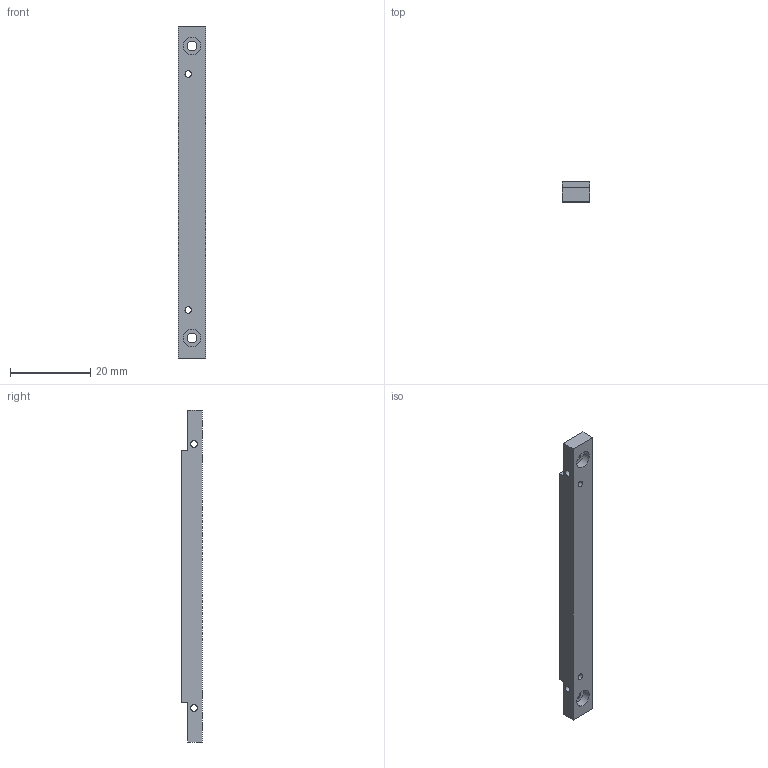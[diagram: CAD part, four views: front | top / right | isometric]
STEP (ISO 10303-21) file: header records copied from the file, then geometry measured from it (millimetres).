
FILE_DESCRIPTION(/* description */ (''),/* implementation_level */ '2;1');
FILE_NAME(/* name */ 'B4_frame1 v6.step',/* time_stamp */ '2021-05-20T07:24:17+09:00',/* author */ (''),/* organization */ (''),/* preprocessor_version */ 'ST-DEVELOPER v18.1',/* originating_system */ 'Autodesk Translation Framework v10.6.0.1341',/* authorisation */ '');
FILE_SCHEMA (('AUTOMOTIVE_DESIGN { 1 0 10303 214 3 1 1 }'));
Length unit declared in the file: millimetre
Products named in the file (1): B4_frame1
Bounding box: 6.9 x 5 x 83 mm (x, y, z)
Volume: 2534.2 mm3; surface area: 2147.5 mm2
Topology: 1 solids, 1 shells, 22 faces, 52 edges, 34 vertices
Faces by surface type: plane 12, cylinder 8, cone 2
Full cylindrical faces by diameter (mm): 1.6 x4, 2.4 x2, 4.4 x2
Entity records: 702 total; most frequent: DIRECTION 116, CARTESIAN_POINT 109, ORIENTED_EDGE 104, EDGE_CURVE 52, AXIS2_PLACEMENT_3D 41, EDGE_LOOP 36, LINE 34, VECTOR 34
